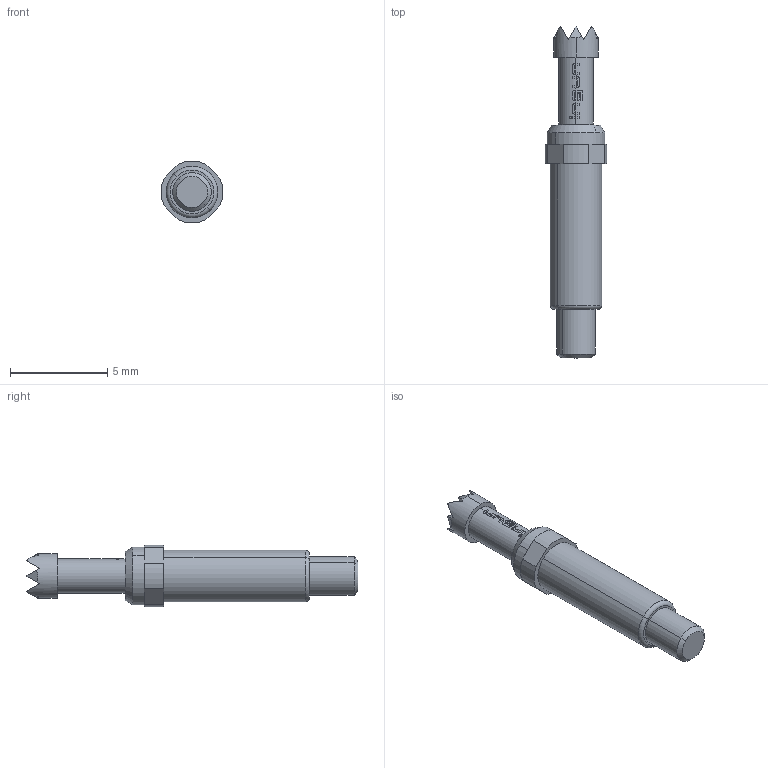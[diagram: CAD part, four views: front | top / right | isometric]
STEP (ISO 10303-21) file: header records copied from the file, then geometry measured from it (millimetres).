
FILE_DESCRIPTION (( 'STEP AP203' ), '1' );
FILE_NAME ('INGUN_GKS-913_306_230_R_xx02_M.STEP', '2021-09-20T05:59:27', ( 'ochi' ), ( '' ), 'SwSTEP 2.0', 'SolidWorks 2018', '' );
FILE_SCHEMA (( 'CONFIG_CONTROL_DESIGN' ));
Length unit declared in the file: millimetre
Products named in the file (1): INGUN_GKS-913_306_230_R_xx02_M
Bounding box: 3.19 x 17.1 x 3.19 mm (x, y, z)
Volume: 77 mm3; surface area: 145.3 mm2
Topology: 1 solids, 1 shells, 147 faces, 384 edges, 245 vertices
Faces by surface type: plane 73, bspline 35, cylinder 33, cone 4, torus 2
Entity records: 5573 total; most frequent: CARTESIAN_POINT 2502, ORIENTED_EDGE 768, DIRECTION 394, EDGE_CURVE 384, VERTEX_POINT 245, B_SPLINE_CURVE_WITH_KNOTS 222, EDGE_LOOP 153, AXIS2_PLACEMENT_3D 149
